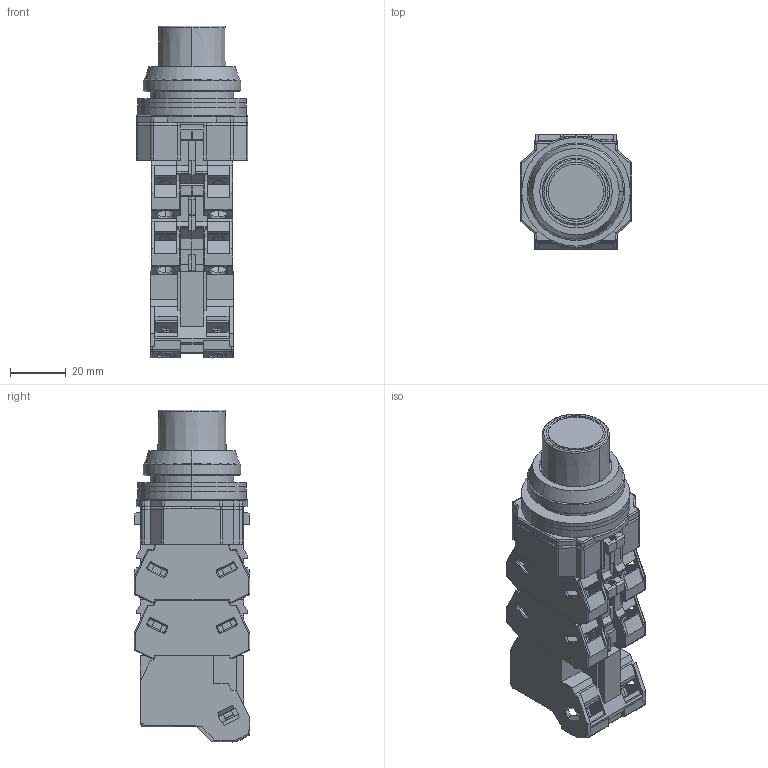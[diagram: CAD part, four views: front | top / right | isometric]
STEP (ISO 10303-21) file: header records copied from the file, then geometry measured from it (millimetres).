
FILE_DESCRIPTION (( 'STEP AP203' ), '1' );
FILE_NAME ('OUTSIDE-ALD2_AOLD216or26.STEP', '2017-03-13T03:48:27', ( '' ), ( '' ), 'SwSTEP 2.0', 'SolidWorks 2014', '' );
FILE_SCHEMA (( 'CONFIG_CONTROL_DESIGN' ));
Length unit declared in the file: millimetre
Products named in the file (7): OUTSIDE-OW-11; OUTSIDE-HW-T; OUTSIDE-ALD2_AOLD2_BODY; OUTSIDE-OG-11; OUTSIDE-ALD2_AOLD216or26; OUTSIDE-OW-12; OUTSIDE-HW-U
Assembly tree (10 placements, depth 2):
  OUTSIDE-ALD2_AOLD216or26
    OUTSIDE-ALD2_AOLD2_BODY
    OUTSIDE-OW-12
    OUTSIDE-OW-11  x2
    OUTSIDE-OG-11
    OUTSIDE-HW-U  x4
    OUTSIDE-HW-T
Bounding box: 40 x 41.4 x 119.1 mm (x, y, z)
Volume: 107759.4 mm3; surface area: 42189.2 mm2
Topology: 11 solids, 13 shells, 1567 faces, 4272 edges, 2736 vertices
Faces by surface type: plane 943, cylinder 407, bspline 158, cone 32, torus 15, sphere 12
Entity records: 26264 total; most frequent: CARTESIAN_POINT 6607, ORIENTED_EDGE 4070, DIRECTION 3736, EDGE_CURVE 2035, VECTOR 1462, LINE 1462, VERTEX_POINT 1312, AXIS2_PLACEMENT_3D 1137
